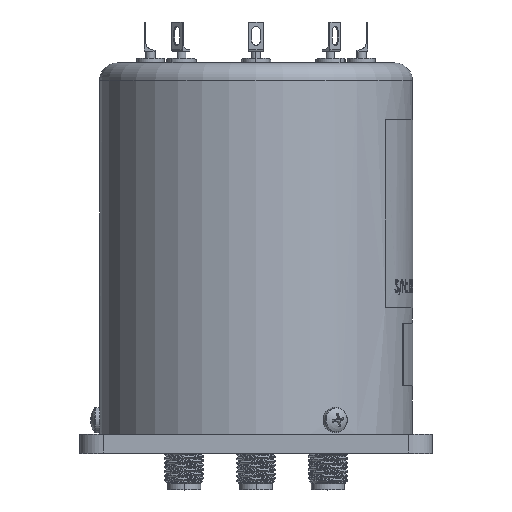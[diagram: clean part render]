
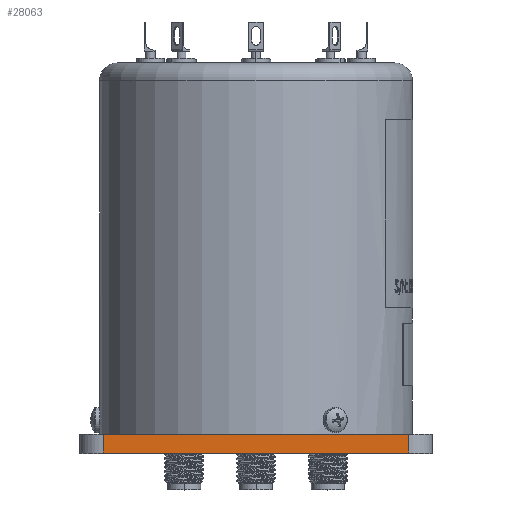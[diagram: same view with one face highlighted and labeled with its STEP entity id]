
A CAD part, top view. The second image highlights one B-rep face of the part: STEP entity #28063.
In plain terms, the highlighted planar face has unit normal (0, 0, 1).
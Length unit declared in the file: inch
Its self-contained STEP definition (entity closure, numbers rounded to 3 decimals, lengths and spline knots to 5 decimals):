
#680 = EDGE_CURVE ( 'NONE', #1119, #15970, #20477, .T. ) ;
#1119 = VERTEX_POINT ( 'NONE', #7568 ) ;
#4909 = EDGE_CURVE ( 'NONE', #6026, #15970, #29151, .T. ) ;
#5654 = ORIENTED_EDGE ( 'NONE', *, *, #28299, .T. ) ;
#6026 = VERTEX_POINT ( 'NONE', #10014 ) ;
#7568 = CARTESIAN_POINT ( 'NONE',  ( 0.975, 0., 1.125 ) ) ;
#7622 = DIRECTION ( 'NONE',  ( 0., -1., 0. ) ) ;
#8085 = CARTESIAN_POINT ( 'NONE',  ( 1.125, 0., 1.125 ) ) ;
#8087 = DIRECTION ( 'NONE',  ( 0., -1., 0. ) ) ;
#9267 = EDGE_LOOP ( 'NONE', ( #28966, #5654, #20115, #22371 ) ) ;
#10014 = CARTESIAN_POINT ( 'NONE',  ( -0.975, 0.12, 1.125 ) ) ;
#10671 = DIRECTION ( 'NONE',  ( 0., 1., 0. ) ) ;
#10824 = CARTESIAN_POINT ( 'NONE',  ( 0.975, 0.12, 1.125 ) ) ;
#10863 = AXIS2_PLACEMENT_3D ( 'NONE', #19196, #26780, #7622 ) ;
#12382 = VECTOR ( 'NONE', #12830, 39.37008 ) ;
#12830 = DIRECTION ( 'NONE',  ( 1., 0., 0. ) ) ;
#12836 = CARTESIAN_POINT ( 'NONE',  ( 1.125, 0.12, 1.125 ) ) ;
#12994 = CARTESIAN_POINT ( 'NONE',  ( -0.975, 0.12, 1.125 ) ) ;
#14276 = PLANE ( 'NONE',  #10863 ) ;
#15218 = DIRECTION ( 'NONE',  ( 1., 0., 0. ) ) ;
#15970 = VERTEX_POINT ( 'NONE', #25439 ) ;
#16451 = VECTOR ( 'NONE', #8087, 39.37008 ) ;
#16865 = VERTEX_POINT ( 'NONE', #23331 ) ;
#19196 = CARTESIAN_POINT ( 'NONE',  ( 1.125, 0.12, 1.125 ) ) ;
#20115 = ORIENTED_EDGE ( 'NONE', *, *, #27297, .T. ) ;
#20398 = VECTOR ( 'NONE', #10671, 39.37008 ) ;
#20477 = LINE ( 'NONE', #10824, #20398 ) ;
#22371 = ORIENTED_EDGE ( 'NONE', *, *, #680, .T. ) ;
#23331 = CARTESIAN_POINT ( 'NONE',  ( -0.975, 0., 1.125 ) ) ;
#24399 = FACE_OUTER_BOUND ( 'NONE', #9267, .T. ) ;
#25439 = CARTESIAN_POINT ( 'NONE',  ( 0.975, 0.12, 1.125 ) ) ;
#25824 = VECTOR ( 'NONE', #15218, 39.37008 ) ;
#26780 = DIRECTION ( 'NONE',  ( 0., 0., -1. ) ) ;
#27083 = LINE ( 'NONE', #12994, #16451 ) ;
#27297 = EDGE_CURVE ( 'NONE', #16865, #1119, #29439, .T. ) ;
#28063 = ADVANCED_FACE ( 'NONE', ( #24399 ), #14276, .F. ) ;
#28299 = EDGE_CURVE ( 'NONE', #6026, #16865, #27083, .T. ) ;
#28966 = ORIENTED_EDGE ( 'NONE', *, *, #4909, .F. ) ;
#29151 = LINE ( 'NONE', #12836, #25824 ) ;
#29439 = LINE ( 'NONE', #8085, #12382 ) ;
